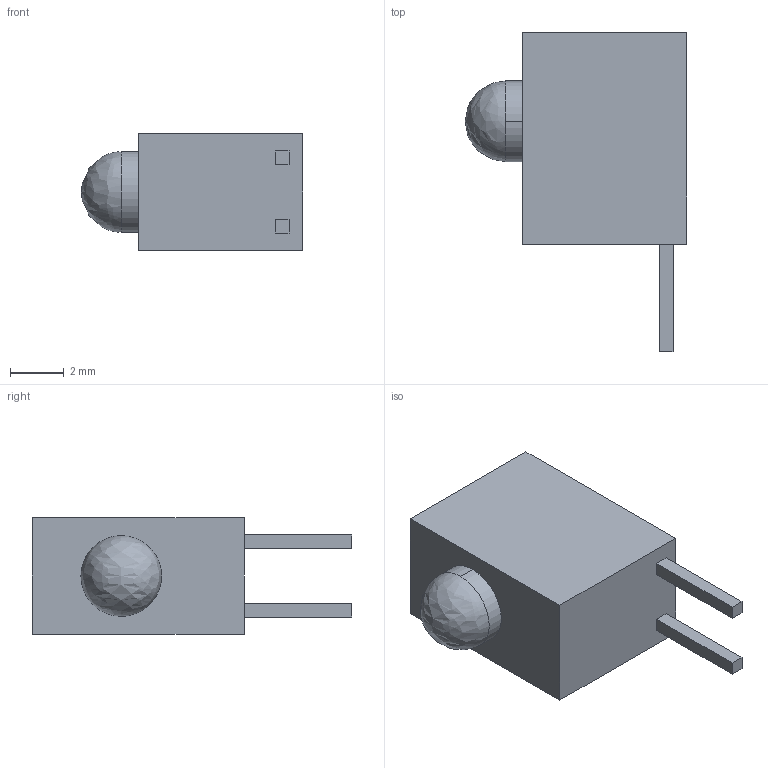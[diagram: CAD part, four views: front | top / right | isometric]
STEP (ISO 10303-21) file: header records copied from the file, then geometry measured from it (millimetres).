
FILE_DESCRIPTION (( 'STEP AP203' ), '1' );
FILE_NAME ('BIVAR__INC_H131CBWD-180.step', '2021-08-31T19:19:08', ( '' ), ( '' ), 'SwSTEP 2.0', 'SolidWorks 2021', '' );
FILE_SCHEMA (( 'CONFIG_CONTROL_DESIGN' ));
Length unit declared in the file: inch
Products named in the file (1): BIVAR__INC_H131CBWD-180
Bounding box: 8.23 x 11.86 x 4.32 mm (x, y, z)
Volume: 220.8 mm3; surface area: 245.9 mm2
Topology: 1 solids, 1 shells, 19 faces, 44 edges, 28 vertices
Faces by surface type: plane 16, cylinder 2, bspline 1
Entity records: 610 total; most frequent: CARTESIAN_POINT 105, DIRECTION 84, ORIENTED_EDGE 84, EDGE_CURVE 42, VECTOR 38, LINE 38, VERTEX_POINT 28, AXIS2_PLACEMENT_3D 23
